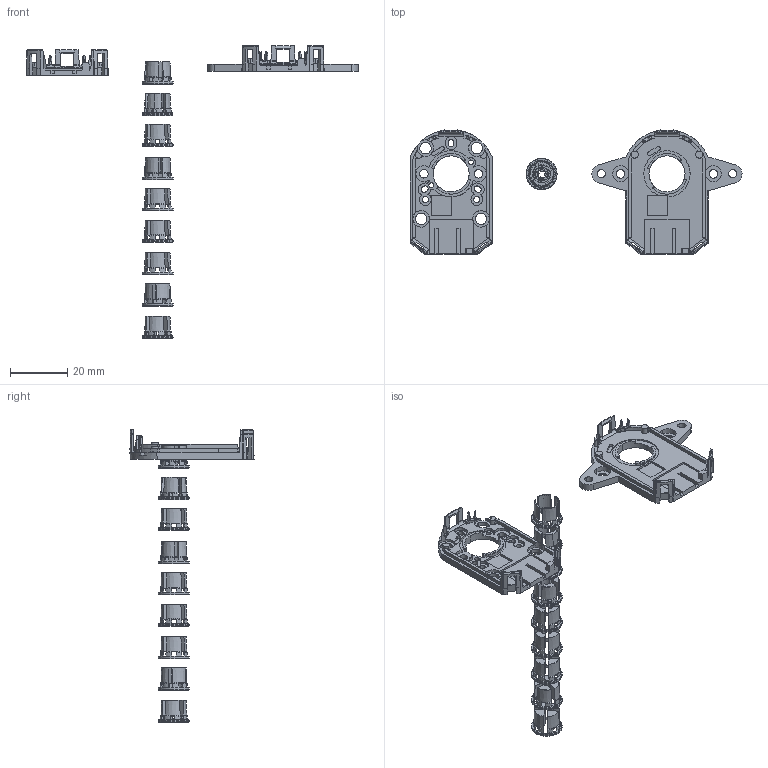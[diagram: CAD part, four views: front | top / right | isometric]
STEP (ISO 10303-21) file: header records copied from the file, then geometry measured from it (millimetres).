
FILE_DESCRIPTION (( 'STEP AP214' ), '1' );
FILE_NAME ('CUI-KIT-1.STEP', '2025-04-01T17:01:20', ( '' ), ( '' ), 'SwSTEP 2.0', 'SolidWorks 2021', '' );
FILE_SCHEMA (( 'AUTOMOTIVE_DESIGN' ));
Length unit declared in the file: inch
Products named in the file (1): CUI-KIT-1
Bounding box: 116.14 x 43.38 x 102.49 mm (x, y, z)
Volume: 6839.9 mm3; surface area: 11313.9 mm2
Topology: 11 solids, 11 shells, 1439 faces, 4392 edges, 2901 vertices
Faces by surface type: cone 520, plane 493, cylinder 347, bspline 79
Entity records: 54975 total; most frequent: CARTESIAN_POINT 15168, ORIENTED_EDGE 8768, DIRECTION 7433, EDGE_CURVE 4384, VERTEX_POINT 2901, AXIS2_PLACEMENT_3D 2846, LINE 1741, VECTOR 1741
